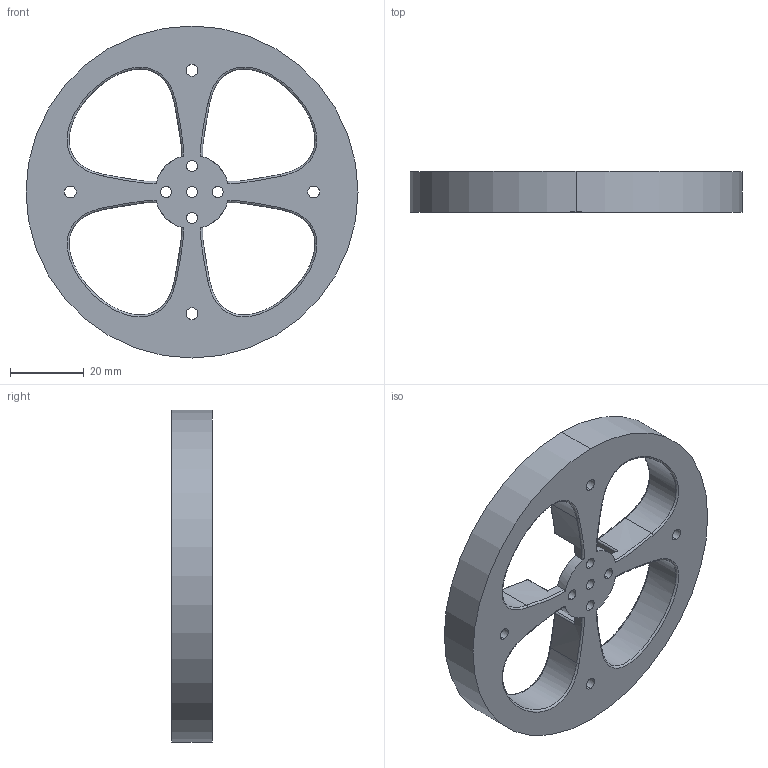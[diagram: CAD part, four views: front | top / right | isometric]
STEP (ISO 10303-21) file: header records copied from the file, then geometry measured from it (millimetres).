
FILE_DESCRIPTION (( 'STEP AP214' ), '1' );
FILE_NAME ('rotating_plate.STEP', '2024-05-08T20:42:28', ( '' ), ( '' ), 'SwSTEP 2.0', 'SolidWorks 2023', '' );
FILE_SCHEMA (( 'AUTOMOTIVE_DESIGN' ));
Length unit declared in the file: millimetre
Products named in the file (1): rotating_plate
Bounding box: 90 x 11 x 90 mm (x, y, z)
Volume: 35396.2 mm3; surface area: 14424.3 mm2
Topology: 1 solids, 1 shells, 85 faces, 221 edges, 134 vertices
Faces by surface type: bspline 36, cylinder 35, plane 7, sphere 7
Entity records: 6190 total; most frequent: CARTESIAN_POINT 4235, ORIENTED_EDGE 440, DIRECTION 347, EDGE_CURVE 220, AXIS2_PLACEMENT_3D 142, VERTEX_POINT 134, EDGE_LOOP 108, CIRCLE 92
